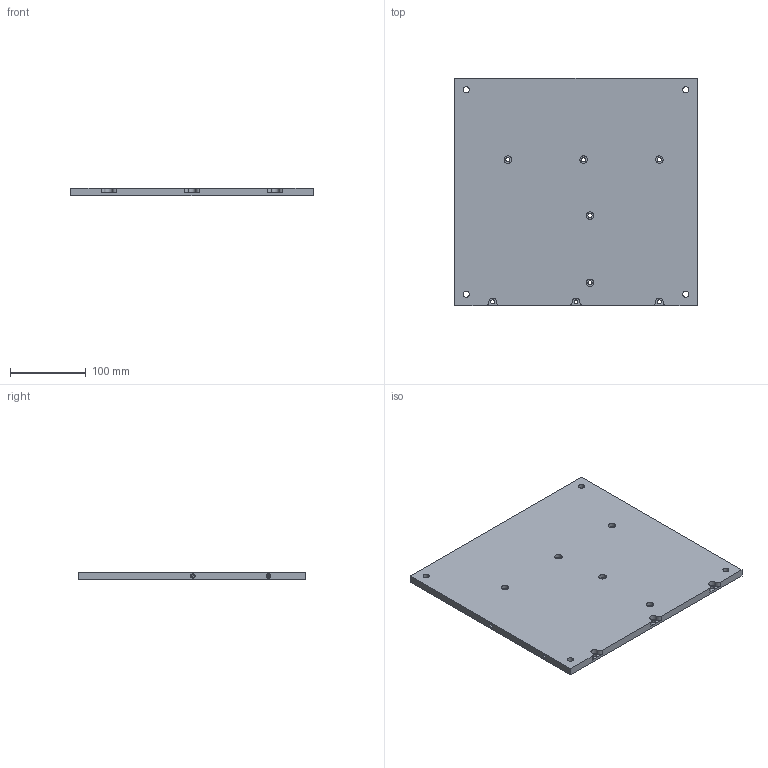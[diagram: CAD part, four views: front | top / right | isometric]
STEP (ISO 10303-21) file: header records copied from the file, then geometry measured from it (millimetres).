
FILE_DESCRIPTION (( 'STEP AP203' ), '1' );
FILE_NAME ('20-019373.step', '2022-03-22T14:02:00', ( '' ), ( '' ), 'SwSTEP 2.0', 'SolidWorks 2021', '' );
FILE_SCHEMA (( 'CONFIG_CONTROL_DESIGN' ));
Length unit declared in the file: millimetre
Products named in the file (1): 20-019373
Bounding box: 320 x 300 x 10 mm (x, y, z)
Volume: 951850.2 mm3; surface area: 207741.5 mm2
Topology: 1 solids, 1 shells, 177 faces, 422 edges, 252 vertices
Faces by surface type: cylinder 107, cone 40, plane 30
Entity records: 5079 total; most frequent: DIRECTION 968, CARTESIAN_POINT 820, ORIENTED_EDGE 780, AXIS2_PLACEMENT_3D 400, EDGE_CURVE 390, VERTEX_POINT 252, EDGE_LOOP 238, CIRCLE 222
